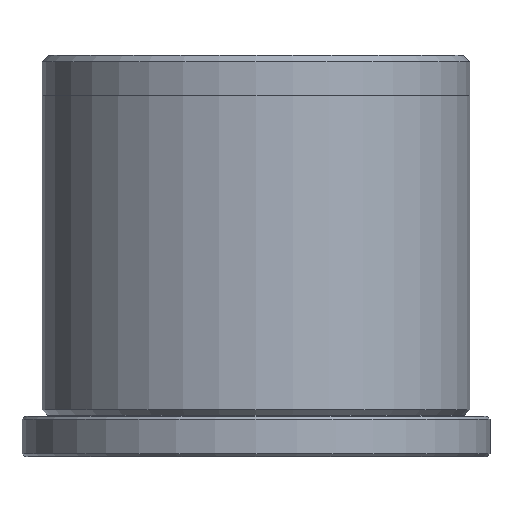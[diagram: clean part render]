
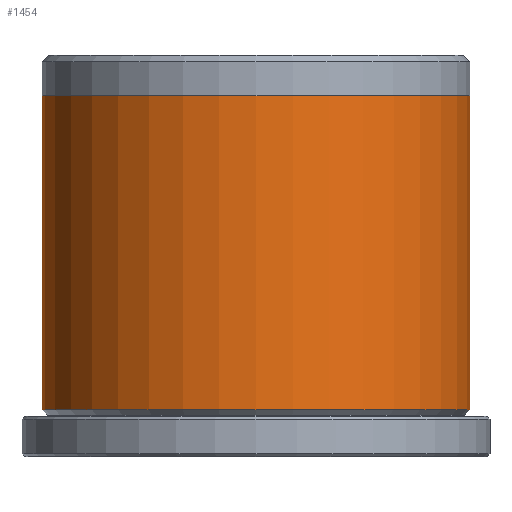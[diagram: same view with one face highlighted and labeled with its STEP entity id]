
A CAD part, front view. The second image highlights one B-rep face of the part: STEP entity #1454.
In plain terms, the highlighted cylindrical face has radius 16 mm (diameter 32 mm), a partial arc.
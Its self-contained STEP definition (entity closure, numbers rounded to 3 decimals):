
#47 = EDGE_CURVE ( 'NONE', #1362, #481, #1448, .T. ) ;
#65 = DIRECTION ( 'NONE',  ( 0., 0., -1. ) ) ;
#82 = DIRECTION ( 'NONE',  ( 0., 0., -1. ) ) ;
#84 = EDGE_CURVE ( 'NONE', #1362, #436, #1000, .T. ) ;
#113 = EDGE_CURVE ( 'NONE', #818, #481, #620, .T. ) ;
#242 = AXIS2_PLACEMENT_3D ( 'NONE', #1081, #1228, #1367 ) ;
#432 = CARTESIAN_POINT ( 'NONE',  ( 16., 0., 3.5 ) ) ;
#436 = VERTEX_POINT ( 'NONE', #1807 ) ;
#481 = VERTEX_POINT ( 'NONE', #1549 ) ;
#556 = VECTOR ( 'NONE', #1330, 1000. ) ;
#620 = CIRCLE ( 'NONE', #1581, 16. ) ;
#693 = EDGE_LOOP ( 'NONE', ( #1249, #1305, #763, #1052 ) ) ;
#763 = ORIENTED_EDGE ( 'NONE', *, *, #47, .T. ) ;
#789 = CYLINDRICAL_SURFACE ( 'NONE', #242, 16. ) ;
#791 = CARTESIAN_POINT ( 'NONE',  ( 0., 0., 27. ) ) ;
#818 = VERTEX_POINT ( 'NONE', #432 ) ;
#829 = FACE_OUTER_BOUND ( 'NONE', #693, .T. ) ;
#933 = DIRECTION ( 'NONE',  ( 1., 0., 0. ) ) ;
#941 = CARTESIAN_POINT ( 'NONE',  ( 0., 0., 3.5 ) ) ;
#1000 = CIRCLE ( 'NONE', #1207, 16. ) ;
#1052 = ORIENTED_EDGE ( 'NONE', *, *, #113, .F. ) ;
#1064 = CARTESIAN_POINT ( 'NONE',  ( -16., 0., 30. ) ) ;
#1081 = CARTESIAN_POINT ( 'NONE',  ( 0., 0., 30. ) ) ;
#1087 = DIRECTION ( 'NONE',  ( -1., 0., 0. ) ) ;
#1115 = VECTOR ( 'NONE', #65, 1000. ) ;
#1185 = CARTESIAN_POINT ( 'NONE',  ( 16., 0., 30. ) ) ;
#1199 = CARTESIAN_POINT ( 'NONE',  ( -16., 0., 27. ) ) ;
#1207 = AXIS2_PLACEMENT_3D ( 'NONE', #791, #1786, #933 ) ;
#1228 = DIRECTION ( 'NONE',  ( 0., 0., -1. ) ) ;
#1249 = ORIENTED_EDGE ( 'NONE', *, *, #1661, .F. ) ;
#1305 = ORIENTED_EDGE ( 'NONE', *, *, #84, .F. ) ;
#1330 = DIRECTION ( 'NONE',  ( 0., 0., -1. ) ) ;
#1362 = VERTEX_POINT ( 'NONE', #1199 ) ;
#1367 = DIRECTION ( 'NONE',  ( -1., 0., 0. ) ) ;
#1448 = LINE ( 'NONE', #1064, #1115 ) ;
#1454 = ADVANCED_FACE ( 'NONE', ( #829 ), #789, .T. ) ;
#1549 = CARTESIAN_POINT ( 'NONE',  ( -16., 0., 3.5 ) ) ;
#1581 = AXIS2_PLACEMENT_3D ( 'NONE', #941, #82, #1087 ) ;
#1661 = EDGE_CURVE ( 'NONE', #436, #818, #1693, .T. ) ;
#1693 = LINE ( 'NONE', #1185, #556 ) ;
#1786 = DIRECTION ( 'NONE',  ( 0., 0., 1. ) ) ;
#1807 = CARTESIAN_POINT ( 'NONE',  ( 16., 0., 27. ) ) ;
